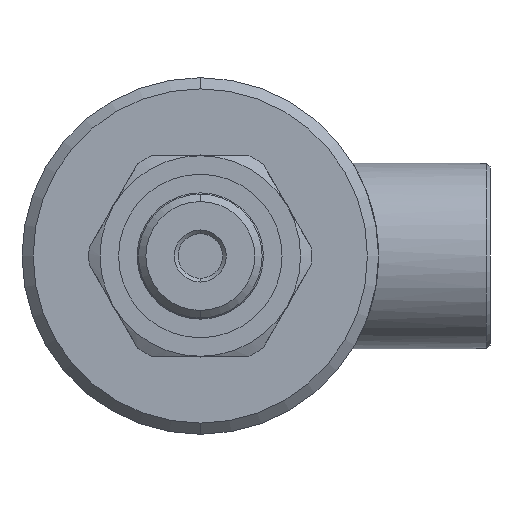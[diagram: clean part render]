
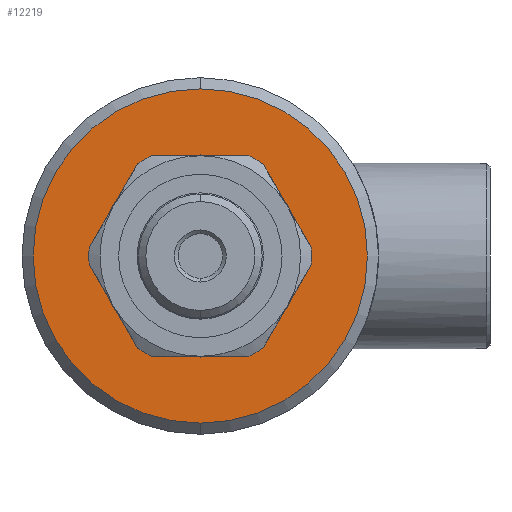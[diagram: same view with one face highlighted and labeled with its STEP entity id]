
A CAD part, front view. The second image highlights one B-rep face of the part: STEP entity #12219.
In plain terms, the highlighted planar face has unit normal (0, -1, 0).
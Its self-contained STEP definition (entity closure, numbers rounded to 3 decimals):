
#177 = DIRECTION ( 'NONE',  ( 0., -1., 0. ) ) ;
#697 = CARTESIAN_POINT ( 'NONE',  ( 0., 23., 0. ) ) ;
#737 = DIRECTION ( 'NONE',  ( 0., 0., 1. ) ) ;
#766 = AXIS2_PLACEMENT_3D ( 'NONE', #9131, #7840, #11271 ) ;
#998 = CARTESIAN_POINT ( 'NONE',  ( 0., 23., 13.6 ) ) ;
#1302 = ORIENTED_EDGE ( 'NONE', *, *, #2396, .T. ) ;
#1696 = CIRCLE ( 'NONE', #13395, 13.6 ) ;
#1803 = DIRECTION ( 'NONE',  ( 0., 1., 0. ) ) ;
#1885 = ORIENTED_EDGE ( 'NONE', *, *, #9004, .T. ) ;
#2396 = EDGE_CURVE ( 'NONE', #8785, #12828, #4150, .T. ) ;
#3120 = CARTESIAN_POINT ( 'NONE',  ( 0., 23., 0. ) ) ;
#3207 = DIRECTION ( 'NONE',  ( 0., 0., 1. ) ) ;
#3497 = CARTESIAN_POINT ( 'NONE',  ( 0., 23., 22.5 ) ) ;
#3738 = CARTESIAN_POINT ( 'NONE',  ( 0., 23., 0. ) ) ;
#3988 = AXIS2_PLACEMENT_3D ( 'NONE', #3120, #9737, #3207 ) ;
#4131 = FACE_OUTER_BOUND ( 'NONE', #7241, .T. ) ;
#4150 = CIRCLE ( 'NONE', #12778, 13.6 ) ;
#4281 = EDGE_CURVE ( 'NONE', #5301, #8423, #12815, .T. ) ;
#4491 = CARTESIAN_POINT ( 'NONE',  ( 0., 23., -22.5 ) ) ;
#4825 = DIRECTION ( 'NONE',  ( 0., 1., 0. ) ) ;
#5129 = EDGE_CURVE ( 'NONE', #8423, #5301, #12969, .T. ) ;
#5301 = VERTEX_POINT ( 'NONE', #3497 ) ;
#6179 = AXIS2_PLACEMENT_3D ( 'NONE', #6541, #177, #6453 ) ;
#6453 = DIRECTION ( 'NONE',  ( 0., 0., 1. ) ) ;
#6541 = CARTESIAN_POINT ( 'NONE',  ( 0., 23., 0. ) ) ;
#7241 = EDGE_LOOP ( 'NONE', ( #11318, #11060 ) ) ;
#7840 = DIRECTION ( 'NONE',  ( 0., 1., 0. ) ) ;
#8065 = PLANE ( 'NONE',  #766 ) ;
#8423 = VERTEX_POINT ( 'NONE', #4491 ) ;
#8785 = VERTEX_POINT ( 'NONE', #998 ) ;
#9004 = EDGE_CURVE ( 'NONE', #12828, #8785, #1696, .T. ) ;
#9131 = CARTESIAN_POINT ( 'NONE',  ( 0., 23., 0. ) ) ;
#9663 = EDGE_LOOP ( 'NONE', ( #1885, #1302 ) ) ;
#9737 = DIRECTION ( 'NONE',  ( 0., -1., 0. ) ) ;
#10603 = CARTESIAN_POINT ( 'NONE',  ( 0., 23., -13.6 ) ) ;
#11060 = ORIENTED_EDGE ( 'NONE', *, *, #5129, .T. ) ;
#11137 = DIRECTION ( 'NONE',  ( 0., 0., 1. ) ) ;
#11271 = DIRECTION ( 'NONE',  ( 0., 0., 1. ) ) ;
#11318 = ORIENTED_EDGE ( 'NONE', *, *, #4281, .T. ) ;
#12219 = ADVANCED_FACE ( 'NONE', ( #4131, #12222 ), #8065, .F. ) ;
#12222 = FACE_BOUND ( 'NONE', #9663, .T. ) ;
#12778 = AXIS2_PLACEMENT_3D ( 'NONE', #697, #1803, #737 ) ;
#12815 = CIRCLE ( 'NONE', #6179, 22.5 ) ;
#12828 = VERTEX_POINT ( 'NONE', #10603 ) ;
#12969 = CIRCLE ( 'NONE', #3988, 22.5 ) ;
#13395 = AXIS2_PLACEMENT_3D ( 'NONE', #3738, #4825, #11137 ) ;
